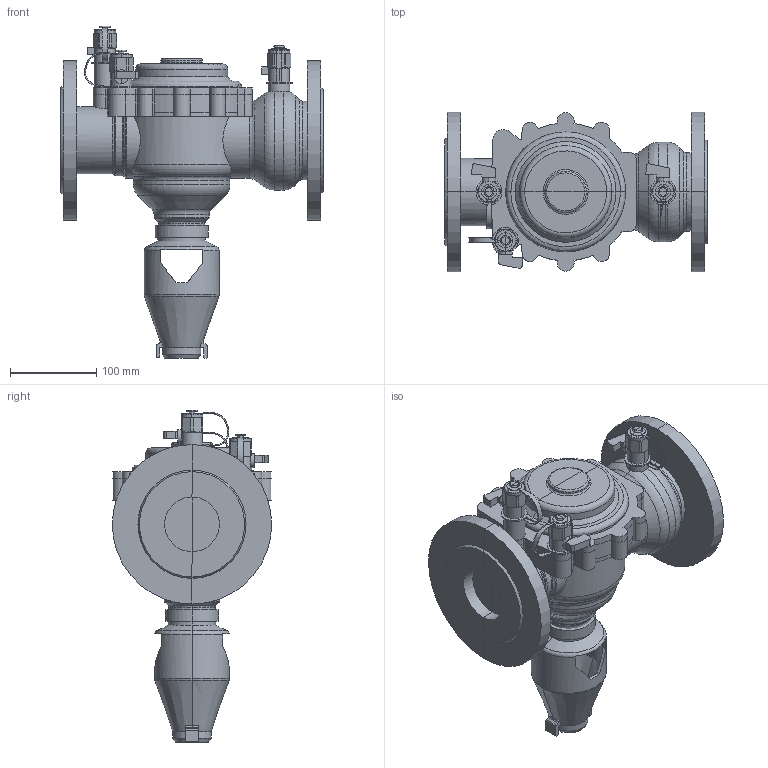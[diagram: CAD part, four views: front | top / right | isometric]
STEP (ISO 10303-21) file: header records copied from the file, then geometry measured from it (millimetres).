
FILE_DESCRIPTION(/* description */ (''),/* implementation_level */ '2;1');
FILE_NAME(/* name */ '575006.stp',/* time_stamp */ '2016-07-26T10:05:38+02:00',/* author */ ('UFFTEC'),/* organization */ (''),/* preprocessor_version */ 'ST-DEVELOPER v15.2',/* originating_system */ 'Autodesk Inventor 2014',/* authorisation */ '');
FILE_SCHEMA (('AUTOMOTIVE_DESIGN { 1 0 10303 214 3 1 1 }'));
Length unit declared in the file: millimetre
Products named in the file (25): Parte38; Parte40; Parte42; Parte44; Parte46; Parte48; Parte50; Parte52; Parte54; Parte56; Parte58; Parte60; Parte62; Parte64; Parte66; Parte68; Parte70; Parte72; Parte74; Parte76; Parte78; Parte80; Parte82; Parte84; Assieme2
Bounding box: 305 x 185 x 385.1 mm (x, y, z)
Volume: 4465358.4 mm3; surface area: 451947.8 mm2
Topology: 25 solids, 25 shells, 521 faces, 1282 edges, 809 vertices
Faces by surface type: plane 249, cylinder 172, cone 48, torus 46, bspline 6
Entity records: 17000 total; most frequent: CARTESIAN_POINT 4602, ORIENTED_EDGE 2564, DIRECTION 2446, EDGE_CURVE 1282, AXIS2_PLACEMENT_3D 892, VERTEX_POINT 809, LINE 662, VECTOR 662
